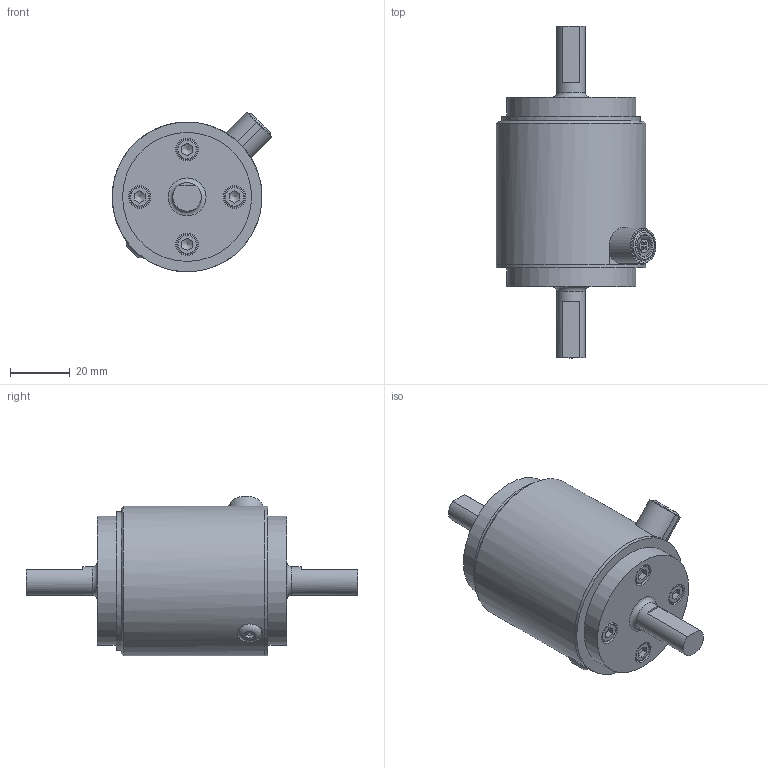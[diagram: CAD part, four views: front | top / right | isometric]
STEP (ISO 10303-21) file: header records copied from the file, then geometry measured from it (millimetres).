
FILE_DESCRIPTION(/* description */ ('','CAx-IF Rec.Pracs.---Representation and Presentation of Product Manufacturing Information (PMI)---4.0---2014-10-13'),/* implementation_level */ '2;1');
FILE_NAME(/* name */ 'TSS400.stp',/* time_stamp */ '2018-05-17T13:39:07-07:00',/* author */ ('javier'),/* organization */ (''),/* preprocessor_version */ 'ST-DEVELOPER v16.13',/* originating_system */ 'Autodesk Inventor 2018',/* authorisation */ '');
FILE_SCHEMA (('AP242_MANAGED_MODEL_BASED_3D_ENGINEERING_MIM_LF { 1 0 10303 442 1 1 4 }'));
Length unit declared in the file: inch
Products named in the file (1): TSS400
Bounding box: 53.46 x 111.15 x 53.46 mm (x, y, z)
Volume: 112318.8 mm3; surface area: 37205.1 mm2
Topology: 1 solids, 27 shells, 343 faces, 753 edges, 497 vertices
Faces by surface type: plane 179, cylinder 107, cone 36, torus 21
Full cylindrical faces by diameter (mm): 0.8 x8, 1 x4, 1.1 x8, 1.45 x4, 3.302 x9, 4.166 x9, 4.5 x1, 4.597 x8, 6.35 x1, 6.858 x8, 7.544 x8, 7.9 x1, 7.925 x1, 8.357 x1, 8.636 x1, 9.525 x2, 9.75 x1, 10 x1, 12.827 x1, 15.24 x1, 17.78 x1, 18.415 x1, 19.012 x2, 19.075 x2, 43.18 x2, 46.355 x1, 46.457 x1, 46.99 x1, 47.003 x1, 50.165 x2
Entity records: 8749 total; most frequent: CARTESIAN_POINT 1650, DIRECTION 1425, ORIENTED_EDGE 1094, AXIS2_PLACEMENT_3D 610, EDGE_LOOP 556, EDGE_CURVE 547, VERTEX_POINT 433, FACE_OUTER_BOUND 343
